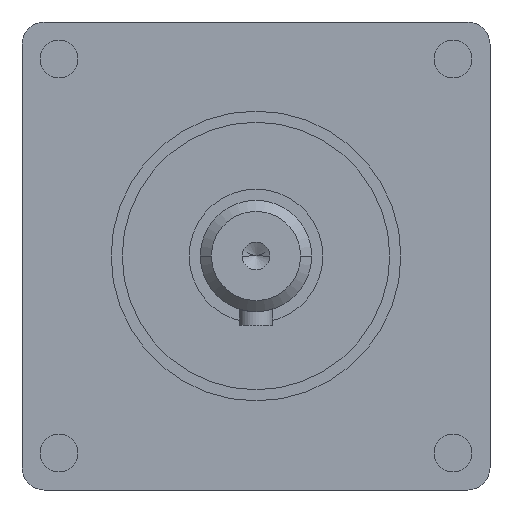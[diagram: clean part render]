
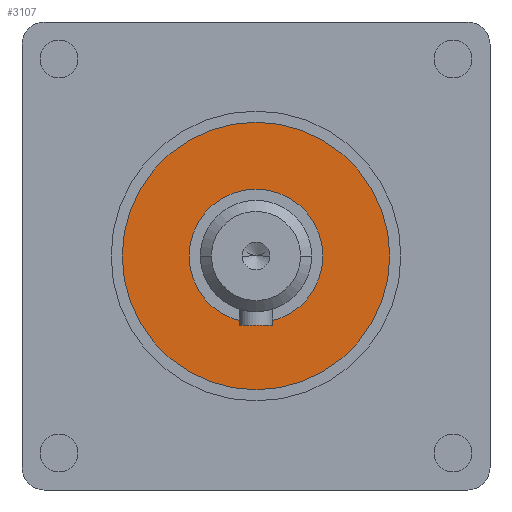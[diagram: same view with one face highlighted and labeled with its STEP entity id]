
A CAD part, left-side view. The second image highlights one B-rep face of the part: STEP entity #3107.
In plain terms, the highlighted planar face has unit normal (-1, 0, 0).
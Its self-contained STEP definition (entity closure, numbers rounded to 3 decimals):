
#35 = DIRECTION ( 'NONE',  ( -1., 0., 0. ) ) ;
#64 = DIRECTION ( 'NONE',  ( 0., 1., 0. ) ) ;
#133 = EDGE_LOOP ( 'NONE', ( #3242, #1284 ) ) ;
#275 = DIRECTION ( 'NONE',  ( 0., 1., 0. ) ) ;
#454 = EDGE_CURVE ( 'NONE', #1713, #4579, #996, .T. ) ;
#649 = CARTESIAN_POINT ( 'NONE',  ( 53.79, -6., 0. ) ) ;
#794 = CIRCLE ( 'NONE', #970, 12. ) ;
#819 = VERTEX_POINT ( 'NONE', #1472 ) ;
#970 = AXIS2_PLACEMENT_3D ( 'NONE', #1332, #35, #1616 ) ;
#996 = CIRCLE ( 'NONE', #2741, 6. ) ;
#1065 = DIRECTION ( 'NONE',  ( 0., 1., 0. ) ) ;
#1215 = CIRCLE ( 'NONE', #4138, 12. ) ;
#1284 = ORIENTED_EDGE ( 'NONE', *, *, #4100, .T. ) ;
#1332 = CARTESIAN_POINT ( 'NONE',  ( 53.79, 0., 0. ) ) ;
#1472 = CARTESIAN_POINT ( 'NONE',  ( 53.79, -12., 0. ) ) ;
#1553 = DIRECTION ( 'NONE',  ( -1., 0., 0. ) ) ;
#1613 = CARTESIAN_POINT ( 'NONE',  ( 53.79, 12., 0. ) ) ;
#1616 = DIRECTION ( 'NONE',  ( 0., 1., 0. ) ) ;
#1713 = VERTEX_POINT ( 'NONE', #649 ) ;
#1825 = DIRECTION ( 'NONE',  ( -1., 0., 0. ) ) ;
#2013 = ORIENTED_EDGE ( 'NONE', *, *, #3426, .F. ) ;
#2048 = CARTESIAN_POINT ( 'NONE',  ( 53.79, 0., 0. ) ) ;
#2053 = CARTESIAN_POINT ( 'NONE',  ( 53.79, -6., 0. ) ) ;
#2354 = AXIS2_PLACEMENT_3D ( 'NONE', #2048, #3646, #3695 ) ;
#2397 = FACE_OUTER_BOUND ( 'NONE', #133, .T. ) ;
#2608 = CIRCLE ( 'NONE', #2354, 6. ) ;
#2643 = CARTESIAN_POINT ( 'NONE',  ( 53.79, 0., 0. ) ) ;
#2741 = AXIS2_PLACEMENT_3D ( 'NONE', #5145, #1553, #1065 ) ;
#2949 = AXIS2_PLACEMENT_3D ( 'NONE', #2053, #3628, #64 ) ;
#3107 = ADVANCED_FACE ( 'NONE', ( #2397, #4059 ), #4081, .F. ) ;
#3242 = ORIENTED_EDGE ( 'NONE', *, *, #4384, .T. ) ;
#3365 = VERTEX_POINT ( 'NONE', #1613 ) ;
#3384 = EDGE_LOOP ( 'NONE', ( #2013, #4574 ) ) ;
#3426 = EDGE_CURVE ( 'NONE', #4579, #1713, #2608, .T. ) ;
#3628 = DIRECTION ( 'NONE',  ( 1., 0., 0. ) ) ;
#3646 = DIRECTION ( 'NONE',  ( -1., 0., 0. ) ) ;
#3695 = DIRECTION ( 'NONE',  ( 0., 1., 0. ) ) ;
#4059 = FACE_BOUND ( 'NONE', #3384, .T. ) ;
#4081 = PLANE ( 'NONE',  #2949 ) ;
#4100 = EDGE_CURVE ( 'NONE', #819, #3365, #1215, .T. ) ;
#4138 = AXIS2_PLACEMENT_3D ( 'NONE', #2643, #1825, #275 ) ;
#4293 = CARTESIAN_POINT ( 'NONE',  ( 53.79, 6., 0. ) ) ;
#4384 = EDGE_CURVE ( 'NONE', #3365, #819, #794, .T. ) ;
#4574 = ORIENTED_EDGE ( 'NONE', *, *, #454, .F. ) ;
#4579 = VERTEX_POINT ( 'NONE', #4293 ) ;
#5145 = CARTESIAN_POINT ( 'NONE',  ( 53.79, 0., 0. ) ) ;
